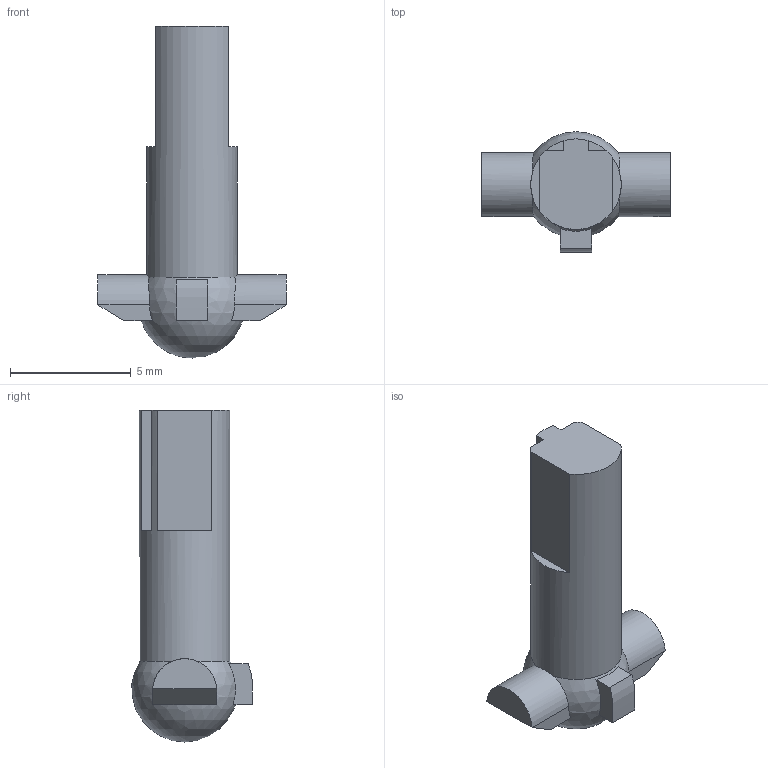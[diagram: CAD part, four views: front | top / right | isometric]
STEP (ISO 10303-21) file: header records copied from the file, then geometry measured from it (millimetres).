
FILE_DESCRIPTION(/* description */ (''),/* implementation_level */ '2;1');
FILE_NAME(/* name */ 'T3-NGCC-STEM.stp',/* time_stamp */ '2022-08-24T18:40:23-04:00',/* author */ ('Antoine'),/* organization */ (''),/* preprocessor_version */ 'ST-DEVELOPER v19.2',/* originating_system */ 'AutoCAD Mechanical',/* authorisation */ '');
FILE_SCHEMA (('AUTOMOTIVE_DESIGN { 1 0 10303 214 3 1 1 }'));
Length unit declared in the file: millimetre
Products named in the file (1): Product
Bounding box: 7.8 x 4.99 x 13.75 mm (x, y, z)
Volume: 161.2 mm3; surface area: 213.8 mm2
Topology: 1 solids, 1 shells, 30 faces, 80 edges, 52 vertices
Faces by surface type: plane 25, cylinder 3, sphere 1, bspline 1
Full cylindrical faces by diameter (mm): 3.75 x1
Entity records: 995 total; most frequent: CARTESIAN_POINT 238, ORIENTED_EDGE 158, DIRECTION 151, EDGE_CURVE 79, AXIS2_PLACEMENT_3D 55, VERTEX_POINT 52, LINE 41, VECTOR 41
